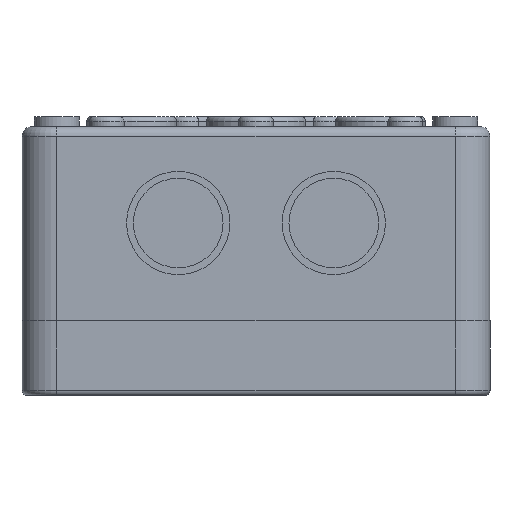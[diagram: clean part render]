
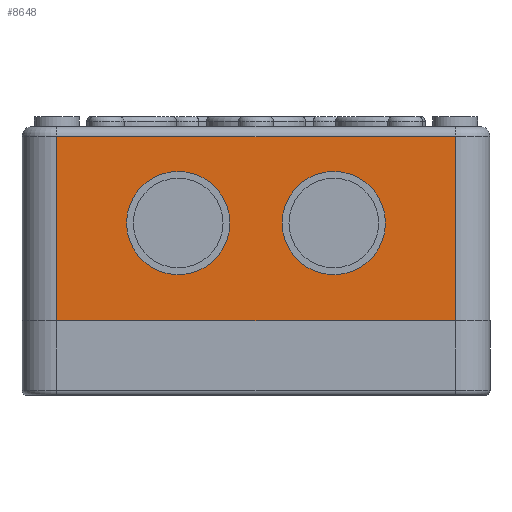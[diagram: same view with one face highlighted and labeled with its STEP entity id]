
A CAD part, front view. The second image highlights one B-rep face of the part: STEP entity #8648.
In plain terms, the highlighted planar face has unit normal (0, -1, 0).
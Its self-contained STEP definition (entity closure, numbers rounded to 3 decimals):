
#314=LINE('',#14852,#798);
#319=LINE('',#14876,#803);
#321=LINE('',#14882,#805);
#322=LINE('',#14883,#806);
#798=VECTOR('',#12127,80.);
#803=VECTOR('',#12156,37.);
#805=VECTOR('',#12162,37.);
#806=VECTOR('',#12163,80.);
#1202=PLANE('',#9731);
#1495=FACE_BOUND('',#2734,.T.);
#1496=FACE_BOUND('',#2735,.T.);
#1960=FACE_OUTER_BOUND('',#2733,.T.);
#2733=EDGE_LOOP('',(#7121,#7122,#7123,#7124));
#2734=EDGE_LOOP('',(#7125));
#2735=EDGE_LOOP('',(#7126));
#3309=CIRCLE('',#9454,10.375);
#3311=CIRCLE('',#9458,10.375);
#4044=VERTEX_POINT('',#14396);
#4046=VERTEX_POINT('',#14402);
#4175=VERTEX_POINT('',#14836);
#4179=VERTEX_POINT('',#14848);
#4187=VERTEX_POINT('',#14875);
#4189=VERTEX_POINT('',#14881);
#5011=EDGE_CURVE('',#4044,#4044,#3309,.T.);
#5013=EDGE_CURVE('',#4046,#4046,#3311,.T.);
#5214=EDGE_CURVE('',#4175,#4179,#314,.T.);
#5226=EDGE_CURVE('',#4187,#4179,#319,.T.);
#5229=EDGE_CURVE('',#4189,#4175,#321,.T.);
#5230=EDGE_CURVE('',#4189,#4187,#322,.T.);
#7121=ORIENTED_EDGE('',*,*,#5214,.F.);
#7122=ORIENTED_EDGE('',*,*,#5229,.F.);
#7123=ORIENTED_EDGE('',*,*,#5230,.T.);
#7124=ORIENTED_EDGE('',*,*,#5226,.T.);
#7125=ORIENTED_EDGE('',*,*,#5011,.T.);
#7126=ORIENTED_EDGE('',*,*,#5013,.T.);
#8648=ADVANCED_FACE('',(#1960,#1495,#1496),#1202,.T.);
#9454=AXIS2_PLACEMENT_3D('',#14397,#11544,#11545);
#9458=AXIS2_PLACEMENT_3D('',#14403,#11552,#11553);
#9731=AXIS2_PLACEMENT_3D('',#14880,#12160,#12161);
#11544=DIRECTION('center_axis',(0.,1.,0.));
#11545=DIRECTION('ref_axis',(1.,0.,0.));
#11552=DIRECTION('center_axis',(0.,1.,0.));
#11553=DIRECTION('ref_axis',(-1.,0.,0.));
#12127=DIRECTION('',(1.,0.,0.));
#12156=DIRECTION('',(0.,0.,1.));
#12160=DIRECTION('center_axis',(0.,-1.,0.));
#12161=DIRECTION('ref_axis',(0.,0.,-1.));
#12162=DIRECTION('',(0.,0.,1.));
#12163=DIRECTION('',(1.,0.,0.));
#14396=CARTESIAN_POINT('',(36.38,-17.15,19.625));
#14397=CARTESIAN_POINT('Origin',(46.755,-17.15,19.625));
#14402=CARTESIAN_POINT('',(25.88,-17.15,19.625));
#14403=CARTESIAN_POINT('Origin',(15.505,-17.15,19.625));
#14836=CARTESIAN_POINT('',(-8.87,-17.15,37.));
#14848=CARTESIAN_POINT('',(71.13,-17.15,37.));
#14852=CARTESIAN_POINT('',(51.13,-17.15,37.));
#14875=CARTESIAN_POINT('',(71.13,-17.15,0.));
#14876=CARTESIAN_POINT('',(71.13,-17.15,0.));
#14880=CARTESIAN_POINT('Origin',(71.13,-17.15,0.));
#14881=CARTESIAN_POINT('',(-8.87,-17.15,0.));
#14882=CARTESIAN_POINT('',(-8.87,-17.15,0.));
#14883=CARTESIAN_POINT('',(-8.87,-17.15,0.));
